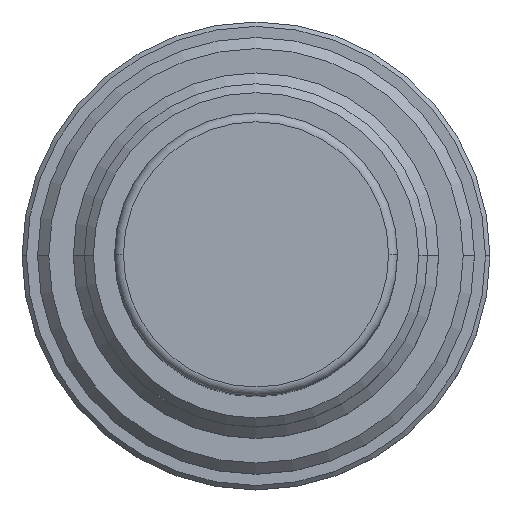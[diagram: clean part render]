
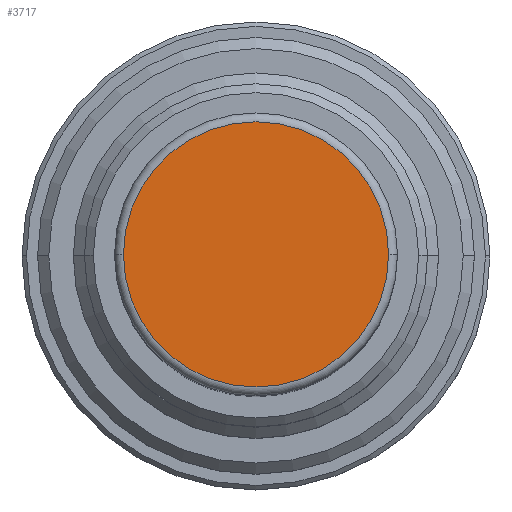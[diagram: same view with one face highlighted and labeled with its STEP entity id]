
A CAD part, top view. The second image highlights one B-rep face of the part: STEP entity #3717.
In plain terms, the highlighted planar face has unit normal (0, 0, 1).
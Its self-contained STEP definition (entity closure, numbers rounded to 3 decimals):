
#351 = DIRECTION ( 'NONE',  ( 0., 0., 1. ) ) ;
#653 = AXIS2_PLACEMENT_3D ( 'NONE', #2729, #351, #3110 ) ;
#774 = CARTESIAN_POINT ( 'NONE',  ( -2.975, 0., 0. ) ) ;
#1025 = DIRECTION ( 'NONE',  ( 0., 0., 1. ) ) ;
#1180 = EDGE_CURVE ( 'NONE', #4317, #4252, #4449, .T. ) ;
#1476 = ORIENTED_EDGE ( 'NONE', *, *, #2783, .T. ) ;
#1505 = PLANE ( 'NONE',  #653 ) ;
#1994 = CARTESIAN_POINT ( 'NONE',  ( 0., 0., 0. ) ) ;
#2657 = AXIS2_PLACEMENT_3D ( 'NONE', #1994, #1025, #3546 ) ;
#2729 = CARTESIAN_POINT ( 'NONE',  ( 0., 3.175, 0. ) ) ;
#2783 = EDGE_CURVE ( 'NONE', #4252, #4317, #2972, .T. ) ;
#2972 = CIRCLE ( 'NONE', #2657, 2.975 ) ;
#3109 = ORIENTED_EDGE ( 'NONE', *, *, #1180, .T. ) ;
#3110 = DIRECTION ( 'NONE',  ( 1., 0., 0. ) ) ;
#3451 = CARTESIAN_POINT ( 'NONE',  ( 0., 0., 0. ) ) ;
#3546 = DIRECTION ( 'NONE',  ( 1., 0., 0. ) ) ;
#3717 = ADVANCED_FACE ( 'NONE', ( #4158 ), #1505, .T. ) ;
#4148 = EDGE_LOOP ( 'NONE', ( #1476, #3109 ) ) ;
#4158 = FACE_OUTER_BOUND ( 'NONE', #4148, .T. ) ;
#4252 = VERTEX_POINT ( 'NONE', #4752 ) ;
#4317 = VERTEX_POINT ( 'NONE', #774 ) ;
#4449 = CIRCLE ( 'NONE', #5042, 2.975 ) ;
#4749 = DIRECTION ( 'NONE',  ( 0., 0., 1. ) ) ;
#4752 = CARTESIAN_POINT ( 'NONE',  ( 2.975, 0., 0. ) ) ;
#4943 = DIRECTION ( 'NONE',  ( 1., 0., 0. ) ) ;
#5042 = AXIS2_PLACEMENT_3D ( 'NONE', #3451, #4749, #4943 ) ;
